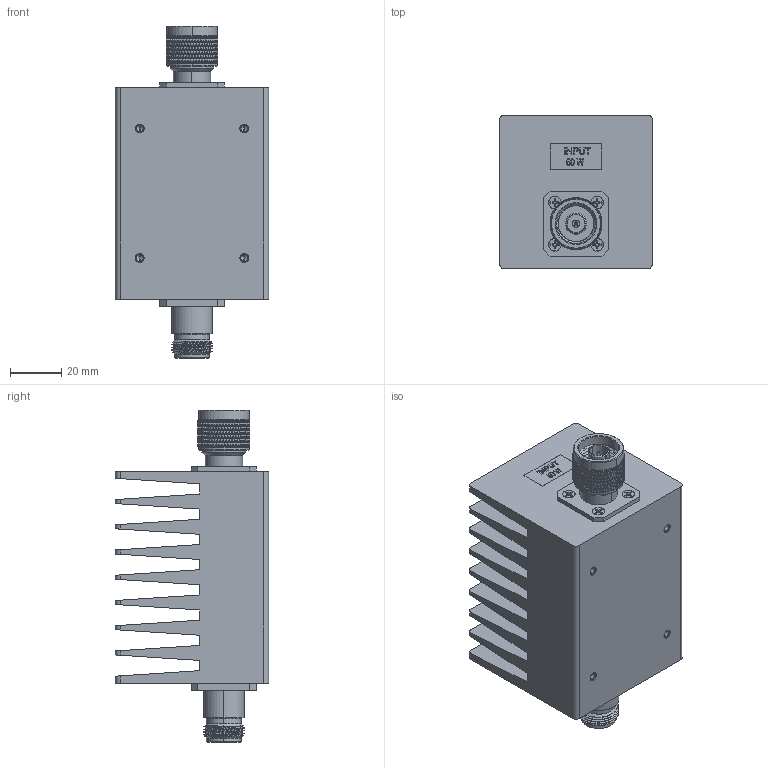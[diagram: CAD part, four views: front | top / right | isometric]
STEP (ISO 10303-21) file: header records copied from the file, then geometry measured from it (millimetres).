
FILE_DESCRIPTION (( 'STEP AP214' ), '1' );
FILE_NAME ('SA4N508-01_3D.step', '2025-10-06T18:12:11', ( '' ), ( '' ), 'SwSTEP 2.0', 'SolidWorks 2025', '' );
FILE_SCHEMA (( 'AUTOMOTIVE_DESIGN' ));
Products named in the file (1): SA4N508-01_3D
Bounding box: 60 x 60 x 130 mm (x, y, z)
Volume: 211385.4 mm3; surface area: 58983.7 mm2
Topology: 1 solids, 1 shells, 2878 faces, 6461 edges, 3643 vertices
Faces by surface type: bspline 1823, cylinder 577, plane 334, cone 142, torus 2
Entity records: 111246 total; most frequent: CARTESIAN_POINT 67791, ORIENTED_EDGE 12906, EDGE_CURVE 6453, DIRECTION 4108, VERTEX_POINT 3643, EDGE_LOOP 2944, ADVANCED_FACE 2878, FACE_OUTER_BOUND 2878
